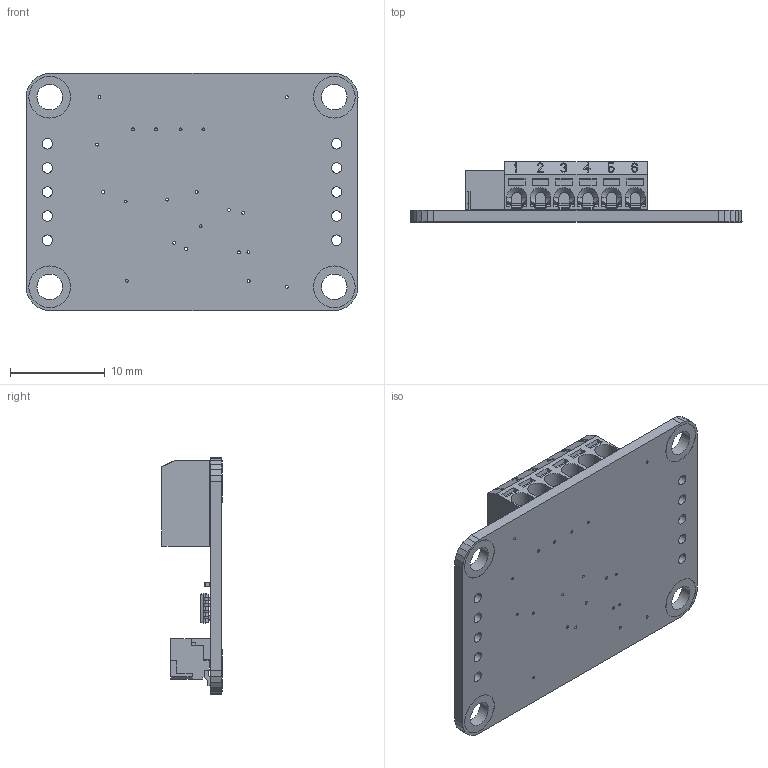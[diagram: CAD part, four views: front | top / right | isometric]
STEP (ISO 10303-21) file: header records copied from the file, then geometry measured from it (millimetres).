
FILE_DESCRIPTION (( 'STEP AP214' ), '1' );
FILE_NAME ('NSE-1127-1.step', '2020-11-24T22:07:12', ( '' ), ( '' ), 'SwSTEP 2.0', 'SolidWorks 2016', '' );
FILE_SCHEMA (( 'AUTOMOTIVE_DESIGN' ));
Length unit declared in the file: millimetre
Products named in the file (8): Board_NSE-1127-1; AVX-00-9276-006; NSE-1127-1; msop-8; Module^NSE-1127-1; cap_0402; CON-1012-8; rescax-8_1x2x0.5
Assembly tree (8 placements, depth 3):
  NSE-1127-1
    Module^NSE-1127-1
      Board_NSE-1127-1
      cap_0402  x2
      AVX-00-9276-006
      CON-1012-8
      rescax-8_1x2x0.5
      msop-8
Bounding box: 35 x 6.33 x 25 mm (x, y, z)
Volume: 1754.1 mm3; surface area: 3121.8 mm2
Topology: 15 solids, 15 shells, 1422 faces, 3917 edges, 2565 vertices
Faces by surface type: plane 1163, cylinder 182, bspline 48, cone 29
Entity records: 50283 total; most frequent: CARTESIAN_POINT 10107, ORIENTED_EDGE 7626, DIRECTION 6635, EDGE_CURVE 3813, LINE 3269, VECTOR 3269, VERTEX_POINT 2497, AXIS2_PLACEMENT_3D 1683
